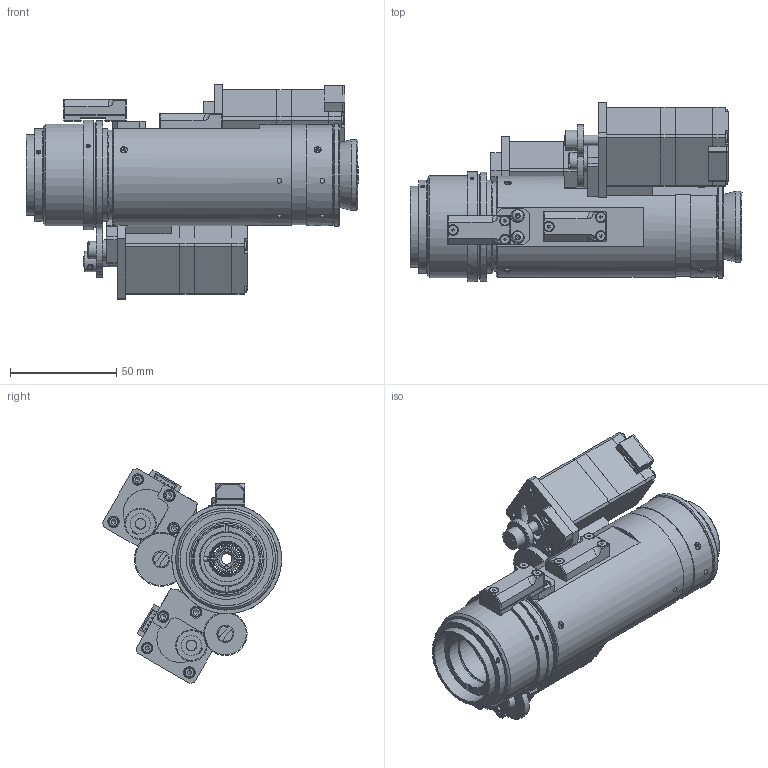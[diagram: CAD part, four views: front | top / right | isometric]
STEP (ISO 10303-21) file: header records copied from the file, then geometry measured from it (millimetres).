
FILE_DESCRIPTION(/* description */ ('RING, RETAINING, "C" LENS'),/* implementation_level */ '2;1');
FILE_NAME(/* name */ '52013_0.stp',/* time_stamp */ '2015-04-06T14:00:17-04:00',/* author */ ('BONAFEDE'),/* organization */ (''),/* preprocessor_version */ 'ST-DEVELOPER v15.6',/* originating_system */ 'Autodesk Inventor 2015',/* authorisation */ '');
FILE_SCHEMA (('AUTOMOTIVE_DESIGN { 1 0 10303 214 3 1 1 }'));
Length unit declared in the file: inch
Products named in the file (72): 50371; 50349; 50121; 50358; 50143; 50616; 50693; 50372; 50361; 50350; 50351; 60697; 50359; 7007; 50725; 50726; 50727; 50465; 50466; 50467; 50539; 50352; 50347; 51219; 50149; 50151; 50161; 50221; 5402; 7006; 7008; 50220; 62325; 51184; 51274; 50211; 51187; 7326; 7004; 61358 ...
Bounding box: 156.59 x 84.5 x 101.4 mm (x, y, z)
Volume: 238114.5 mm3; surface area: 153190.6 mm2
Topology: 123 solids, 129 shells, 2664 faces, 6411 edges, 4187 vertices
Faces by surface type: plane 1542, cylinder 659, cone 236, bspline 173, sphere 31, torus 23
Full cylindrical faces by diameter (mm): 0.35 x10, 0.5 x10, 0.508 x4, 1.016 x2, 1.146 x3, 1.27 x2, 1.524 x3, 1.702 x19, 1.727 x2, 1.93 x4, 1.938 x8, 1.948 x8, 2.083 x2, 2.159 x22, 2.184 x25, 2.286 x4, 2.5 x16, 2.54 x1, 2.692 x6, 2.845 x30, 2.896 x8, 3.162 x2, 3.175 x2, 3.302 x10, 3.454 x6, 3.556 x1, 3.785 x1, 4 x8, 4.166 x8, 4.267 x6
Entity records: 44534 total; most frequent: CARTESIAN_POINT 13188, DIRECTION 6093, ORIENTED_EDGE 5478, EDGE_CURVE 2744, AXIS2_PLACEMENT_3D 2286, VERTEX_POINT 2006, EDGE_LOOP 2002, LINE 1521
